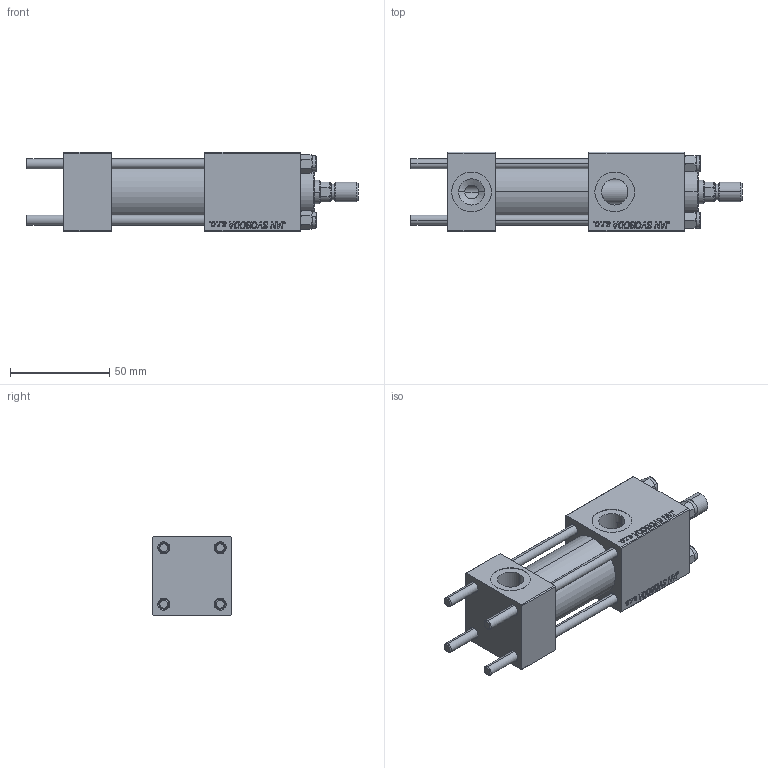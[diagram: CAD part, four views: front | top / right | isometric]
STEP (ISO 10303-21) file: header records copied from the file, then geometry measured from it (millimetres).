
FILE_DESCRIPTION (( 'STEP AP203' ), '1' );
FILE_NAME ('477e.STEP', '2023-08-22T17:23:33', ( '' ), ( '' ), 'SwSTEP 2.0', 'SolidWorks 2019', '' );
FILE_SCHEMA (( 'CONFIG_CONTROL_DESIGN' ));
Length unit declared in the file: millimetre
Products named in the file (7): V215CR_BODY_A 74ae1c7ef6e5e2fb965c9e2ac5844ba8; CR025_012_A_0_G_A_G_M_020_+#_##_TYCINKA 74ae1c7ef6e5e2fb965c9e2ac5844ba8; ROD_END_AH 74ae1c7ef6e5e2fb965c9e2ac5844ba8; NUT_M5 74ae1c7ef6e5e2fb965c9e2ac5844ba8; V215_VC_A 74ae1c7ef6e5e2fb965c9e2ac5844ba8; 477e; V215CR_VCP 74ae1c7ef6e5e2fb965c9e2ac5844ba8
Assembly tree (12 placements, depth 2):
  477e
    V215CR_BODY_A 74ae1c7ef6e5e2fb965c9e2ac5844ba8
    CR025_012_A_0_G_A_G_M_020_+#_##_TYCINKA 74ae1c7ef6e5e2fb965c9e2ac5844ba8  x4
    NUT_M5 74ae1c7ef6e5e2fb965c9e2ac5844ba8  x4
    V215CR_VCP 74ae1c7ef6e5e2fb965c9e2ac5844ba8
    V215_VC_A 74ae1c7ef6e5e2fb965c9e2ac5844ba8
    ROD_END_AH 74ae1c7ef6e5e2fb965c9e2ac5844ba8
Bounding box: 167 x 40 x 40 mm (x, y, z)
Volume: 145854.9 mm3; surface area: 59482.1 mm2
Topology: 12 solids, 12 shells, 1145 faces, 2873 edges, 1861 vertices
Faces by surface type: plane 521, bspline 392, cone 140, cylinder 82, torus 10
Entity records: 50268 total; most frequent: CARTESIAN_POINT 27093, ORIENTED_EDGE 5238, DIRECTION 3293, EDGE_CURVE 2619, VERTEX_POINT 1717, VECTOR 1587, LINE 1587, EDGE_LOOP 1154
